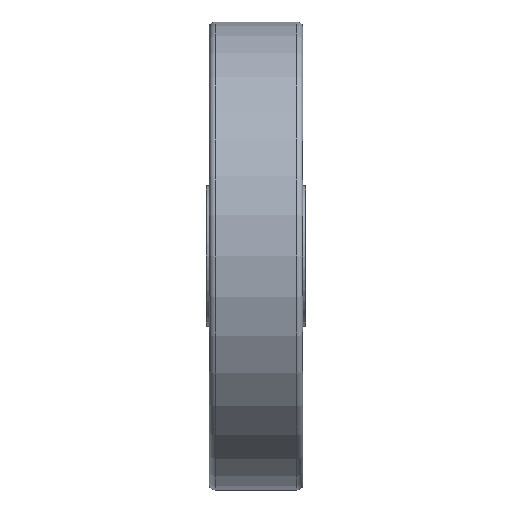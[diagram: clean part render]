
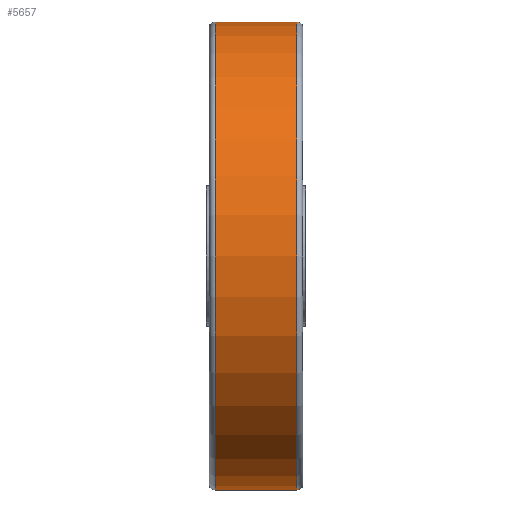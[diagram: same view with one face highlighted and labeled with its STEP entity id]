
A CAD part, front view. The second image highlights one B-rep face of the part: STEP entity #5657.
In plain terms, the highlighted cylindrical face has radius 200 mm (diameter 400 mm), a partial arc.
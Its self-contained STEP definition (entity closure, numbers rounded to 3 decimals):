
#483 = VECTOR ( 'NONE', #15661, 1000. ) ;
#2235 = EDGE_LOOP ( 'NONE', ( #11234, #8703, #16221, #8481 ) ) ;
#3183 = CARTESIAN_POINT ( 'NONE',  ( 35., 0., 0. ) ) ;
#3574 = CARTESIAN_POINT ( 'NONE',  ( -35., 0., 200. ) ) ;
#3950 = EDGE_CURVE ( 'NONE', #15997, #23417, #17175, .T. ) ;
#4101 = DIRECTION ( 'NONE',  ( 1., 0., 0. ) ) ;
#5657 = ADVANCED_FACE ( 'NONE', ( #17187 ), #19480, .T. ) ;
#5968 = LINE ( 'NONE', #20853, #21816 ) ;
#7901 = CARTESIAN_POINT ( 'NONE',  ( 0., 0., 0. ) ) ;
#8481 = ORIENTED_EDGE ( 'NONE', *, *, #18356, .T. ) ;
#8703 = ORIENTED_EDGE ( 'NONE', *, *, #14135, .T. ) ;
#9853 = DIRECTION ( 'NONE',  ( 1., 0., 0. ) ) ;
#11234 = ORIENTED_EDGE ( 'NONE', *, *, #3950, .F. ) ;
#11525 = AXIS2_PLACEMENT_3D ( 'NONE', #3183, #18374, #20324 ) ;
#11599 = CARTESIAN_POINT ( 'NONE',  ( -35., 0., -200. ) ) ;
#11802 = DIRECTION ( 'NONE',  ( 0., 0., -1. ) ) ;
#12487 = CIRCLE ( 'NONE', #14049, 200. ) ;
#12923 = DIRECTION ( 'NONE',  ( 1., 0., 0. ) ) ;
#13481 = CARTESIAN_POINT ( 'NONE',  ( 0., 0., 200. ) ) ;
#14049 = AXIS2_PLACEMENT_3D ( 'NONE', #23939, #12923, #16342 ) ;
#14135 = EDGE_CURVE ( 'NONE', #15997, #23100, #12487, .T. ) ;
#14213 = AXIS2_PLACEMENT_3D ( 'NONE', #7901, #9853, #11802 ) ;
#15661 = DIRECTION ( 'NONE',  ( 1., 0., 0. ) ) ;
#15997 = VERTEX_POINT ( 'NONE', #3574 ) ;
#16221 = ORIENTED_EDGE ( 'NONE', *, *, #16823, .T. ) ;
#16342 = DIRECTION ( 'NONE',  ( 0., 0., 1. ) ) ;
#16823 = EDGE_CURVE ( 'NONE', #23100, #23132, #5968, .T. ) ;
#17175 = LINE ( 'NONE', #13481, #483 ) ;
#17187 = FACE_OUTER_BOUND ( 'NONE', #2235, .T. ) ;
#18356 = EDGE_CURVE ( 'NONE', #23132, #23417, #22814, .T. ) ;
#18374 = DIRECTION ( 'NONE',  ( -1., 0., 0. ) ) ;
#19480 = CYLINDRICAL_SURFACE ( 'NONE', #14213, 200. ) ;
#20324 = DIRECTION ( 'NONE',  ( 0., 0., -1. ) ) ;
#20853 = CARTESIAN_POINT ( 'NONE',  ( 0., 0., -200. ) ) ;
#20969 = CARTESIAN_POINT ( 'NONE',  ( 35., 0., -200. ) ) ;
#21310 = CARTESIAN_POINT ( 'NONE',  ( 35., 0., 200. ) ) ;
#21816 = VECTOR ( 'NONE', #4101, 1000. ) ;
#22814 = CIRCLE ( 'NONE', #11525, 200. ) ;
#23100 = VERTEX_POINT ( 'NONE', #11599 ) ;
#23132 = VERTEX_POINT ( 'NONE', #20969 ) ;
#23417 = VERTEX_POINT ( 'NONE', #21310 ) ;
#23939 = CARTESIAN_POINT ( 'NONE',  ( -35., 0., 0. ) ) ;
